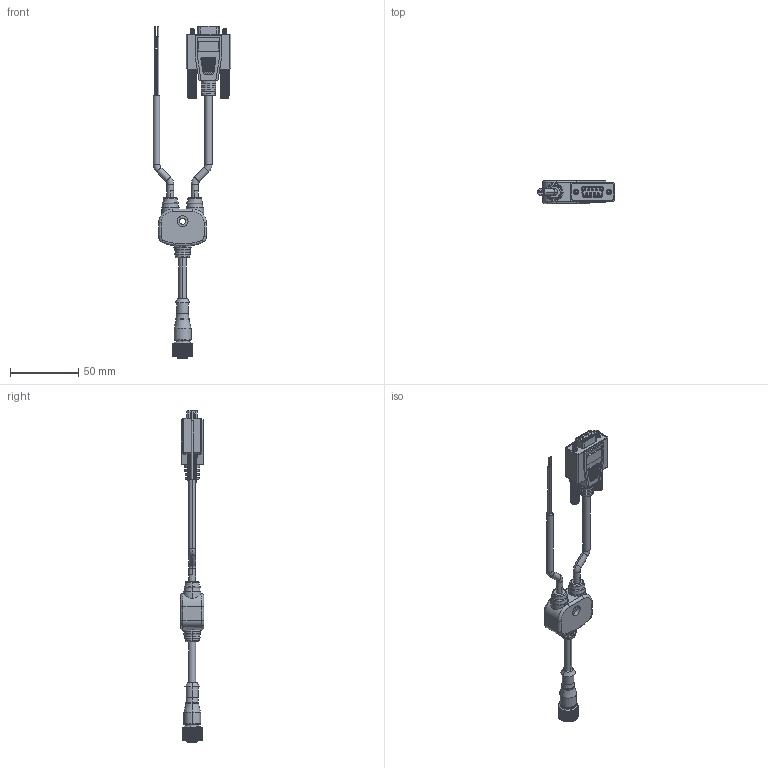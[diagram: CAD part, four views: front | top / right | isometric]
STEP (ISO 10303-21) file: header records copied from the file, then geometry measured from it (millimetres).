
FILE_DESCRIPTION((''),'2;1');
FILE_NAME('218171_ASM','2021-01-25T08:40:31',('PDMAdmin'),('BANNER ENGINEERING'),'CREO PARAMETRIC BY PTC INC, 2019292','CREO PARAMETRIC BY PTC INC, 2019292','');
FILE_SCHEMA(('CONFIG_CONTROL_DESIGN'));
Products named in the file (17): 143080; 135002_NO_LEADS; 134203; 134568; 145997_HSG; 306-00249; 307-00176; 145997_ASM; 134569; 153391_ASM; 153381_CURVED; 135003_CURVED_REF; 156370_BODY; 156370_SCREW; 156370_ASM; 809381_ASM; 218171_ASM
Assembly tree (20 placements, depth 5):
  218171_ASM
    809381_ASM
      143080
      135002_NO_LEADS
      153391_ASM
        134203
        134568
        145997_ASM
          145997_HSG
          306-00249  x4
          307-00176
        134569
      153381_CURVED
      135003_CURVED_REF
      156370_ASM
        156370_BODY
        156370_SCREW  x2
Bounding box: 56.65 x 17.2 x 243.3 mm (x, y, z)
Volume: 41177.3 mm3; surface area: 21642.1 mm2
Topology: 16 solids, 16 shells, 5638 faces, 12799 edges, 7434 vertices
Faces by surface type: bspline 2643, plane 1824, cylinder 985, cone 116, torus 69, extrusion 1
Entity records: 254166 total; most frequent: CARTESIAN_POINT 155597, ORIENTED_EDGE 24288, DIRECTION 12216, EDGE_CURVE 12144, VERTEX_POINT 7024, B_SPLINE_CURVE_WITH_KNOTS 6632, EDGE_LOOP 5646, FACE_OUTER_BOUND 5384
